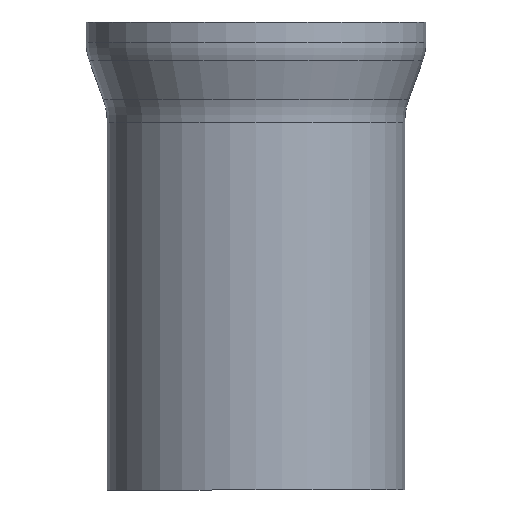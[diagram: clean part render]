
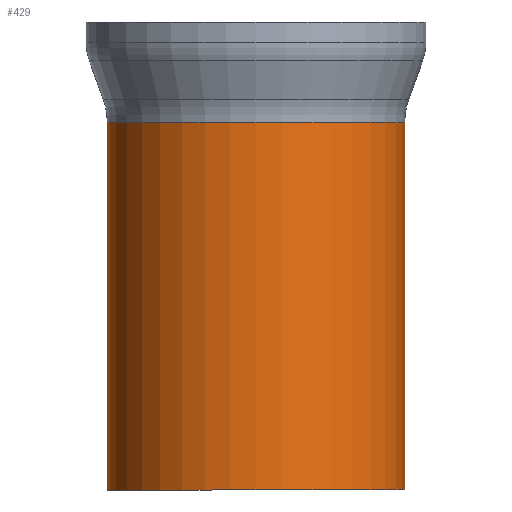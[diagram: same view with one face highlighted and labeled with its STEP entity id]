
A CAD part, front view. The second image highlights one B-rep face of the part: STEP entity #429.
In plain terms, the highlighted cylindrical face has radius 445 mm (diameter 890 mm), a full revolution.
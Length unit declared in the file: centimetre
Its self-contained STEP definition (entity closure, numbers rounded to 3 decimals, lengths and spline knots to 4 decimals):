
#46=CYLINDRICAL_SURFACE('',#522,44.5);
#62=FACE_OUTER_BOUND('',#91,.T.);
#91=EDGE_LOOP('',(#331,#332,#333,#334,#335));
#107=CIRCLE('',#488,44.5);
#129=CIRCLE('',#520,44.5);
#130=CIRCLE('',#521,44.5);
#161=VERTEX_POINT('',#760);
#179=VERTEX_POINT('',#814);
#180=VERTEX_POINT('',#816);
#206=EDGE_CURVE('',#161,#161,#107,.T.);
#233=EDGE_CURVE('',#180,#179,#129,.T.);
#234=EDGE_CURVE('',#179,#180,#130,.T.);
#235=EDGE_CURVE('',#161,#180,#457,.T.);
#331=ORIENTED_EDGE('',*,*,#206,.F.);
#332=ORIENTED_EDGE('',*,*,#235,.T.);
#333=ORIENTED_EDGE('',*,*,#233,.T.);
#334=ORIENTED_EDGE('',*,*,#234,.T.);
#335=ORIENTED_EDGE('',*,*,#235,.F.);
#429=ADVANCED_FACE('',(#62),#46,.T.);
#457=LINE('',#820,#474);
#474=VECTOR('',#651,44.5);
#488=AXIS2_PLACEMENT_3D('',#761,#576,#577);
#520=AXIS2_PLACEMENT_3D('',#817,#645,#646);
#521=AXIS2_PLACEMENT_3D('',#818,#647,#648);
#522=AXIS2_PLACEMENT_3D('',#819,#649,#650);
#576=DIRECTION('center_axis',(0.,0.,
-1.));
#577=DIRECTION('ref_axis',(0.,1.,0.));
#645=DIRECTION('center_axis',(0.,0.,
-1.));
#646=DIRECTION('ref_axis',(1.,0.,0.));
#647=DIRECTION('center_axis',(0.,0.,
-1.));
#648=DIRECTION('ref_axis',(1.,0.,0.));
#649=DIRECTION('center_axis',(0.,0.,
-1.));
#650=DIRECTION('ref_axis',(1.,0.,0.));
#651=DIRECTION('',(0.,0.,1.));
#760=CARTESIAN_POINT('',(-44.5,0.,0.));
#761=CARTESIAN_POINT('Origin',(0.,0.,
0.));
#814=CARTESIAN_POINT('',(0.,-44.5,110.));
#816=CARTESIAN_POINT('',(-44.5,0.,110.));
#817=CARTESIAN_POINT('Origin',(0.,0.,
110.));
#818=CARTESIAN_POINT('Origin',(0.,0.,
110.));
#819=CARTESIAN_POINT('Origin',(0.,0.,
15.));
#820=CARTESIAN_POINT('',(-44.5,0.,15.));
